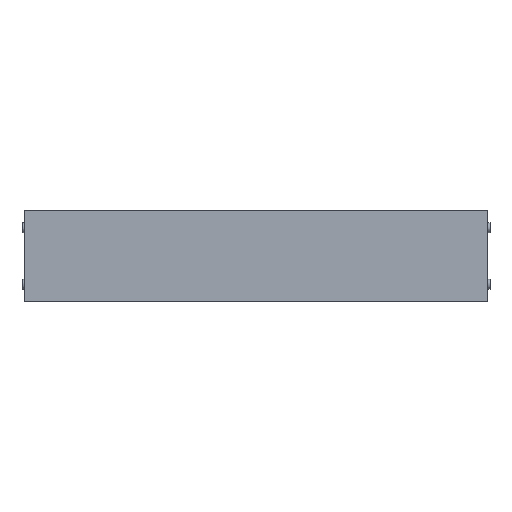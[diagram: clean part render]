
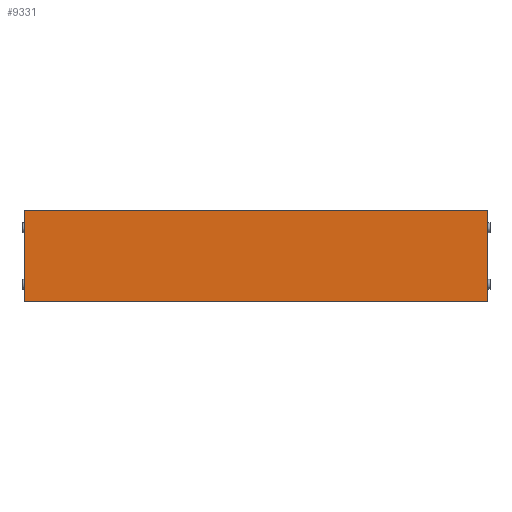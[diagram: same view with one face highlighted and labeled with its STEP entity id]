
A CAD part, front view. The second image highlights one B-rep face of the part: STEP entity #9331.
In plain terms, the highlighted planar face has unit normal (0, -1, 0).
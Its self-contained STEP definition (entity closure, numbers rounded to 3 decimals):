
#226 = EDGE_CURVE ( 'NONE', #6732, #11411, #3553, .T. ) ;
#288 = CARTESIAN_POINT ( 'NONE',  ( 329., -20., 65. ) ) ;
#610 = DIRECTION ( 'NONE',  ( 0., -1., 0. ) ) ;
#719 = VECTOR ( 'NONE', #9050, 1000. ) ;
#1233 = CARTESIAN_POINT ( 'NONE',  ( -329., -20., -65. ) ) ;
#1786 = LINE ( 'NONE', #6235, #8360 ) ;
#1823 = EDGE_CURVE ( 'NONE', #9363, #4959, #6996, .T. ) ;
#2014 = EDGE_LOOP ( 'NONE', ( #5988, #3307, #5976, #4481 ) ) ;
#2017 = CARTESIAN_POINT ( 'NONE',  ( 329., -20., 65. ) ) ;
#2198 = DIRECTION ( 'NONE',  ( 1., 0., 0. ) ) ;
#2971 = EDGE_CURVE ( 'NONE', #4959, #6732, #5733, .T. ) ;
#3307 = ORIENTED_EDGE ( 'NONE', *, *, #1823, .T. ) ;
#3553 = LINE ( 'NONE', #7244, #719 ) ;
#3713 = DIRECTION ( 'NONE',  ( 0., 0., -1. ) ) ;
#4332 = FACE_OUTER_BOUND ( 'NONE', #2014, .T. ) ;
#4481 = ORIENTED_EDGE ( 'NONE', *, *, #226, .T. ) ;
#4871 = CARTESIAN_POINT ( 'NONE',  ( -329., -20., 65. ) ) ;
#4959 = VERTEX_POINT ( 'NONE', #11176 ) ;
#5460 = DIRECTION ( 'NONE',  ( 0., 0., -1. ) ) ;
#5733 = LINE ( 'NONE', #288, #11310 ) ;
#5819 = CARTESIAN_POINT ( 'NONE',  ( -329., -20., -65. ) ) ;
#5976 = ORIENTED_EDGE ( 'NONE', *, *, #2971, .T. ) ;
#5988 = ORIENTED_EDGE ( 'NONE', *, *, #7694, .T. ) ;
#6235 = CARTESIAN_POINT ( 'NONE',  ( -329., -20., 65. ) ) ;
#6521 = AXIS2_PLACEMENT_3D ( 'NONE', #10043, #610, #3713 ) ;
#6732 = VERTEX_POINT ( 'NONE', #2017 ) ;
#6996 = LINE ( 'NONE', #5819, #9233 ) ;
#7244 = CARTESIAN_POINT ( 'NONE',  ( -329., -20., 65. ) ) ;
#7694 = EDGE_CURVE ( 'NONE', #11411, #9363, #1786, .T. ) ;
#8360 = VECTOR ( 'NONE', #5460, 1000. ) ;
#8870 = PLANE ( 'NONE',  #6521 ) ;
#9050 = DIRECTION ( 'NONE',  ( -1., 0., 0. ) ) ;
#9233 = VECTOR ( 'NONE', #2198, 1000. ) ;
#9331 = ADVANCED_FACE ( 'NONE', ( #4332 ), #8870, .T. ) ;
#9363 = VERTEX_POINT ( 'NONE', #1233 ) ;
#10043 = CARTESIAN_POINT ( 'NONE',  ( 0., -20., 0. ) ) ;
#10261 = DIRECTION ( 'NONE',  ( 0., 0., 1. ) ) ;
#11176 = CARTESIAN_POINT ( 'NONE',  ( 329., -20., -65. ) ) ;
#11310 = VECTOR ( 'NONE', #10261, 1000. ) ;
#11411 = VERTEX_POINT ( 'NONE', #4871 ) ;
